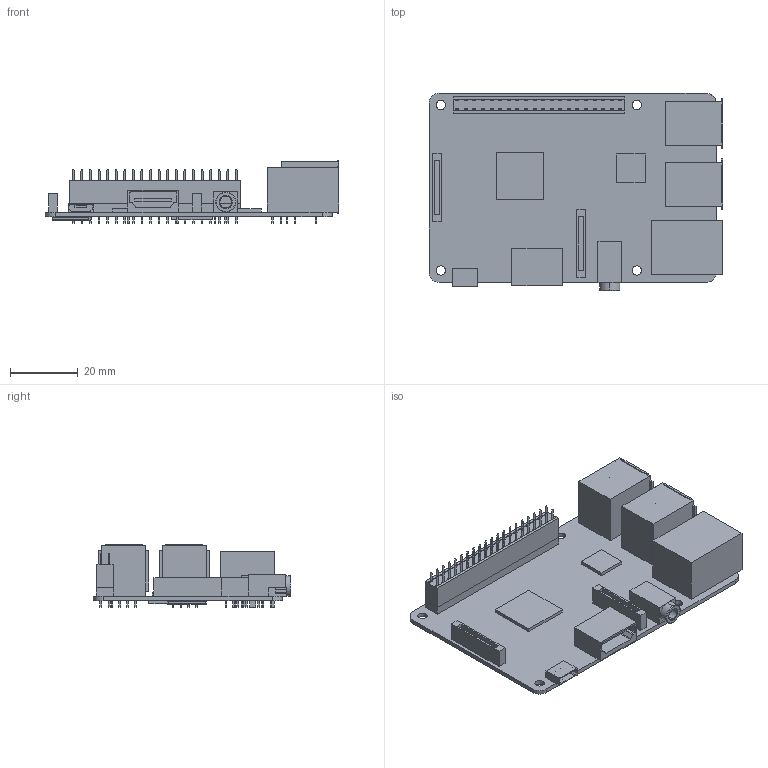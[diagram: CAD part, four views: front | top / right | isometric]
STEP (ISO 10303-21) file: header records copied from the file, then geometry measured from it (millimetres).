
FILE_DESCRIPTION(('FreeCAD Model'),'2;1');
FILE_NAME('raspberryPi3B_PlugIn.STEP','2020-04-19T01:15:23',('Author'),(''), 'Open CASCADE STEP processor 7.3','FreeCAD','Unknown');
FILE_SCHEMA(('AUTOMOTIVE_DESIGN { 1 0 10303 214 1 1 1 1 }'));
Length unit declared in the file: millimetre
Products named in the file (1): Fusion
Bounding box: 87 x 58.5 x 18.55 mm (x, y, z)
Volume: 18859.9 mm3; surface area: 20702.1 mm2
Topology: 1 solids, 41 shells, 2028 faces, 5394 edges, 3588 vertices
Faces by surface type: plane 1994, cylinder 30, torus 4
Entity records: 75991 total; most frequent: CARTESIAN_POINT 11011, ORIENTED_EDGE 10788, DIRECTION 9522, EDGE_CURVE 5394, LINE 5324, VECTOR 5324, VERTEX_POINT 3588, FACE_BOUND 2258
